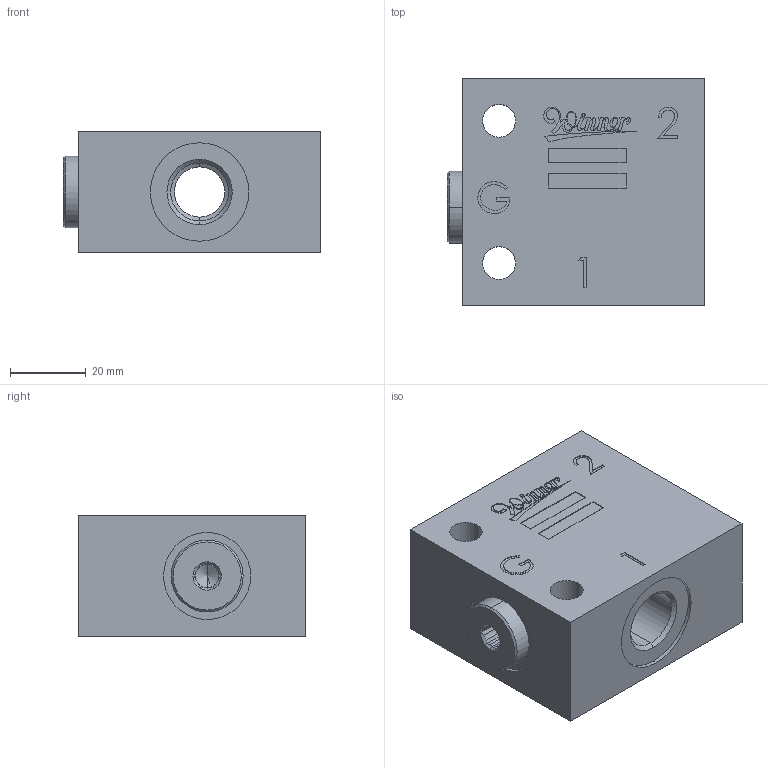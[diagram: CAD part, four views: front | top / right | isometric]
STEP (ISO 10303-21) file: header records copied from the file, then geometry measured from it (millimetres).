
FILE_DESCRIPTION (( 'STEP AP203' ), '1' );
FILE_NAME ('ML-22M2-G03G-Z01.STEP', '2026-02-25T05:29:39', ( '' ), ( '' ), 'SwSTEP 2.0', 'SolidWorks 2018', '' );
FILE_SCHEMA (( 'CONFIG_CONTROL_DESIGN' ));
Length unit declared in the file: millimetre
Products named in the file (5): 7DBG02A001; ML-22M2-G03G-Z01; 6EB022M2G03A001; 4KE161101A001; 6DBG02A001
Assembly tree (4 placements, depth 3):
  ML-22M2-G03G-Z01
    6EB022M2G03A001
    7DBG02A001
      4KE161101A001
      6DBG02A001
Bounding box: 68 x 60 x 32 mm (x, y, z)
Volume: 98231.3 mm3; surface area: 23870.2 mm2
Topology: 3 solids, 3 shells, 358 faces, 974 edges, 636 vertices
Faces by surface type: cylinder 199, plane 110, cone 33, bspline 16
Entity records: 15072 total; most frequent: CARTESIAN_POINT 5336, DIRECTION 1997, ORIENTED_EDGE 1944, EDGE_CURVE 972, AXIS2_PLACEMENT_3D 757, VERTEX_POINT 636, VECTOR 483, LINE 483
